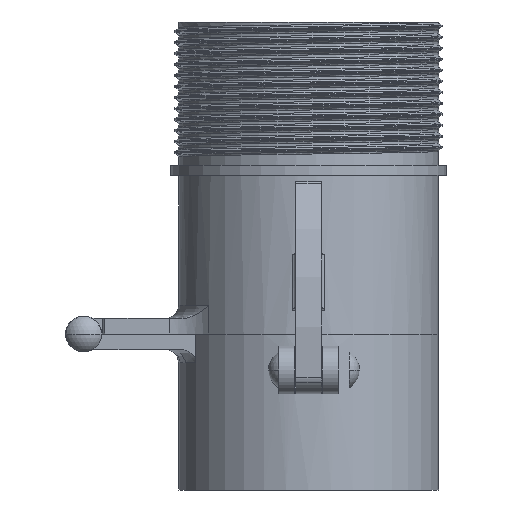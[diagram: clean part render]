
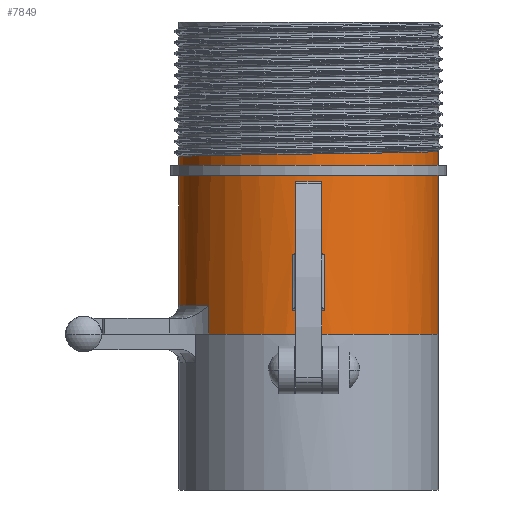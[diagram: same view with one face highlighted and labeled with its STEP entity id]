
A CAD part, front view. The second image highlights one B-rep face of the part: STEP entity #7849.
In plain terms, the highlighted cylindrical face has radius 25 mm (diameter 50 mm), a partial arc.
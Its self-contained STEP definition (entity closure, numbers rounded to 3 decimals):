
#70 = VERTEX_POINT ( 'NONE', #7656 ) ;
#128 = AXIS2_PLACEMENT_3D ( 'NONE', #10169, #10110, #808 ) ;
#216 = DIRECTION ( 'NONE',  ( 0., 0., -1. ) ) ;
#270 = VECTOR ( 'NONE', #6917, 1000. ) ;
#387 = ORIENTED_EDGE ( 'NONE', *, *, #9098, .T. ) ;
#463 = VERTEX_POINT ( 'NONE', #611 ) ;
#611 = CARTESIAN_POINT ( 'NONE',  ( 25., 0., 24.866 ) ) ;
#615 = CARTESIAN_POINT ( 'NONE',  ( 3.155, 24.8, 60. ) ) ;
#660 = CARTESIAN_POINT ( 'NONE',  ( -25., 0., 25.925 ) ) ;
#808 = DIRECTION ( 'NONE',  ( 1., 0., 0. ) ) ;
#914 = AXIS2_PLACEMENT_3D ( 'NONE', #6932, #2803, #11079 ) ;
#1077 = CARTESIAN_POINT ( 'NONE',  ( -1.052, 25., 55.2 ) ) ;
#1250 = VERTEX_POINT ( 'NONE', #7177 ) ;
#1351 = VECTOR ( 'NONE', #12702, 1000. ) ;
#1352 =( BOUNDED_CURVE ( )  B_SPLINE_CURVE ( 2, ( #7787, #8871, #9753, #7718, #11873, #11804, #12009, #10914, #11940, #2708, #4665 ),
 .UNSPECIFIED., .F., .F. ) 
 B_SPLINE_CURVE_WITH_KNOTS ( ( 3, 2, 2, 2, 2, 3 ),
 ( 0.917, 0.925, 0.933, 0.942, 0.95, 0.958 ),
 .UNSPECIFIED. ) 
 CURVE ( )  GEOMETRIC_REPRESENTATION_ITEM ( )  RATIONAL_B_SPLINE_CURVE ( ( 1., 0.951, 1., 0.951, 1., 0.951, 1., 0.951, 1., 0.951, 1. ) ) 
 REPRESENTATION_ITEM ( '' )  );
#1399 = LINE ( 'NONE', #3429, #6563 ) ;
#1484 = EDGE_CURVE ( 'NONE', #463, #9179, #1352, .T. ) ;
#1555 = ORIENTED_EDGE ( 'NONE', *, *, #2906, .T. ) ;
#1581 = AXIS2_PLACEMENT_3D ( 'NONE', #8552, #216, #8481 ) ;
#1694 = CARTESIAN_POINT ( 'NONE',  ( 25., 0., 60. ) ) ;
#1809 = CARTESIAN_POINT ( 'NONE',  ( -3.155, 24.8, 60. ) ) ;
#2316 = LINE ( 'NONE', #5419, #1351 ) ;
#2398 = EDGE_CURVE ( 'NONE', #10071, #9852, #4172, .T. ) ;
#2708 = CARTESIAN_POINT ( 'NONE',  ( -25., 8.123, 25.819 ) ) ;
#2758 = EDGE_CURVE ( 'NONE', #7986, #9852, #2316, .T. ) ;
#2774 = EDGE_LOOP ( 'NONE', ( #13361, #387, #11345, #7533, #9503, #10592 ) ) ;
#2803 = DIRECTION ( 'NONE',  ( 0., 0., 1. ) ) ;
#2821 = LINE ( 'NONE', #1809, #8161 ) ;
#2906 = EDGE_CURVE ( 'NONE', #10071, #463, #9769, .T. ) ;
#2942 = EDGE_CURVE ( 'NONE', #7810, #12073, #8809, .T. ) ;
#2956 = DIRECTION ( 'NONE',  ( 1., 0., 0. ) ) ;
#3429 = CARTESIAN_POINT ( 'NONE',  ( -25., 0., 60. ) ) ;
#3502 = VERTEX_POINT ( 'NONE', #9885 ) ;
#3525 = EDGE_CURVE ( 'NONE', #10151, #70, #2821, .T. ) ;
#3595 = CARTESIAN_POINT ( 'NONE',  ( -3.155, 24.8, 55.532 ) ) ;
#3601 = DIRECTION ( 'NONE',  ( 1., 0., 0. ) ) ;
#4172 = CIRCLE ( 'NONE', #914, 25. ) ;
#4419 = CYLINDRICAL_SURFACE ( 'NONE', #1581, 25. ) ;
#4665 = CARTESIAN_POINT ( 'NONE',  ( -25., 0., 25.925 ) ) ;
#4694 = AXIS2_PLACEMENT_3D ( 'NONE', #9701, #5558, #3601 ) ;
#4863 = ORIENTED_EDGE ( 'NONE', *, *, #11414, .T. ) ;
#4889 = CARTESIAN_POINT ( 'NONE',  ( 1.053, 25., 55.201 ) ) ;
#5208 = EDGE_CURVE ( 'NONE', #1250, #10151, #13156, .T. ) ;
#5359 = FACE_OUTER_BOUND ( 'NONE', #11483, .T. ) ;
#5419 = CARTESIAN_POINT ( 'NONE',  ( -19.15, 16.071, 60. ) ) ;
#5558 = DIRECTION ( 'NONE',  ( 0., 0., -1. ) ) ;
#5711 = CARTESIAN_POINT ( 'NONE',  ( 3.155, 24.8, 55.532 ) ) ;
#5718 = EDGE_CURVE ( 'NONE', #3502, #1250, #6012, .T. ) ;
#5934 = DIRECTION ( 'NONE',  ( 0., 0., -1. ) ) ;
#6012 = B_SPLINE_CURVE_WITH_KNOTS ( 'NONE', 3,
 ( #5711, #10060, #4889, #9857 ),
 .UNSPECIFIED., .F., .F.,
 ( 4, 4 ),
 ( 0., 0.003 ),
 .UNSPECIFIED. ) ;
#6290 = CARTESIAN_POINT ( 'NONE',  ( 0., 25., 55.016 ) ) ;
#6563 = VECTOR ( 'NONE', #6606, 1000. ) ;
#6606 = DIRECTION ( 'NONE',  ( 0., 0., -1. ) ) ;
#6714 = CARTESIAN_POINT ( 'NONE',  ( -19.15, 16.071, 54.5 ) ) ;
#6775 = CIRCLE ( 'NONE', #8509, 25. ) ;
#6779 = CARTESIAN_POINT ( 'NONE',  ( 25., 0., 60. ) ) ;
#6917 = DIRECTION ( 'NONE',  ( 0., 0., -1. ) ) ;
#6932 = CARTESIAN_POINT ( 'NONE',  ( 0., 0., 60. ) ) ;
#7004 = ORIENTED_EDGE ( 'NONE', *, *, #1484, .T. ) ;
#7143 = ORIENTED_EDGE ( 'NONE', *, *, #10432, .F. ) ;
#7177 = CARTESIAN_POINT ( 'NONE',  ( 0., 25., 55.016 ) ) ;
#7533 = ORIENTED_EDGE ( 'NONE', *, *, #11248, .T. ) ;
#7656 = CARTESIAN_POINT ( 'NONE',  ( -3.155, 24.8, 44.696 ) ) ;
#7663 = LINE ( 'NONE', #615, #10958 ) ;
#7718 = CARTESIAN_POINT ( 'NONE',  ( 15.451, 21.266, 25.184 ) ) ;
#7787 = CARTESIAN_POINT ( 'NONE',  ( 25., 0., 24.866 ) ) ;
#7810 = VERTEX_POINT ( 'NONE', #9569 ) ;
#7849 = ADVANCED_FACE ( 'NONE', ( #12567, #5359 ), #4419, .T. ) ;
#7917 = DIRECTION ( 'NONE',  ( 0., 0., -1. ) ) ;
#7986 = VERTEX_POINT ( 'NONE', #6714 ) ;
#8161 = VECTOR ( 'NONE', #5934, 1000. ) ;
#8320 = CARTESIAN_POINT ( 'NONE',  ( -25., 0., 54.5 ) ) ;
#8406 = CARTESIAN_POINT ( 'NONE',  ( -19.15, 16.071, 60. ) ) ;
#8448 = VERTEX_POINT ( 'NONE', #8320 ) ;
#8481 = DIRECTION ( 'NONE',  ( -1., 0., 0. ) ) ;
#8509 = AXIS2_PLACEMENT_3D ( 'NONE', #11175, #7917, #2956 ) ;
#8552 = CARTESIAN_POINT ( 'NONE',  ( 0., 0., 60. ) ) ;
#8758 = ORIENTED_EDGE ( 'NONE', *, *, #2758, .T. ) ;
#8809 = CIRCLE ( 'NONE', #4694, 25. ) ;
#8871 = CARTESIAN_POINT ( 'NONE',  ( 25., 8.123, 24.972 ) ) ;
#9000 = CIRCLE ( 'NONE', #128, 25. ) ;
#9098 = EDGE_CURVE ( 'NONE', #70, #7810, #6775, .T. ) ;
#9179 = VERTEX_POINT ( 'NONE', #660 ) ;
#9503 = ORIENTED_EDGE ( 'NONE', *, *, #5718, .T. ) ;
#9569 = CARTESIAN_POINT ( 'NONE',  ( 0., 25., 44.696 ) ) ;
#9701 = CARTESIAN_POINT ( 'NONE',  ( 0., 0., 44.696 ) ) ;
#9753 = CARTESIAN_POINT ( 'NONE',  ( 20.225, 14.695, 25.078 ) ) ;
#9769 = LINE ( 'NONE', #6779, #270 ) ;
#9852 = VERTEX_POINT ( 'NONE', #8406 ) ;
#9857 = CARTESIAN_POINT ( 'NONE',  ( 0., 25., 55.016 ) ) ;
#9885 = CARTESIAN_POINT ( 'NONE',  ( 3.155, 24.8, 55.532 ) ) ;
#10014 = ORIENTED_EDGE ( 'NONE', *, *, #2398, .F. ) ;
#10039 = CARTESIAN_POINT ( 'NONE',  ( 3.155, 24.8, 44.696 ) ) ;
#10060 = CARTESIAN_POINT ( 'NONE',  ( 2.105, 24.934, 55.387 ) ) ;
#10071 = VERTEX_POINT ( 'NONE', #1694 ) ;
#10110 = DIRECTION ( 'NONE',  ( 0., 0., -1. ) ) ;
#10151 = VERTEX_POINT ( 'NONE', #3595 ) ;
#10169 = CARTESIAN_POINT ( 'NONE',  ( 0., 0., 54.5 ) ) ;
#10432 = EDGE_CURVE ( 'NONE', #8448, #9179, #1399, .T. ) ;
#10592 = ORIENTED_EDGE ( 'NONE', *, *, #5208, .T. ) ;
#10789 = DIRECTION ( 'NONE',  ( 0., 0., 1. ) ) ;
#10914 = CARTESIAN_POINT ( 'NONE',  ( -15.451, 21.266, 25.607 ) ) ;
#10958 = VECTOR ( 'NONE', #10789, 1000. ) ;
#11079 = DIRECTION ( 'NONE',  ( 1., 0., 0. ) ) ;
#11175 = CARTESIAN_POINT ( 'NONE',  ( 0., 0., 44.696 ) ) ;
#11248 = EDGE_CURVE ( 'NONE', #12073, #3502, #7663, .T. ) ;
#11345 = ORIENTED_EDGE ( 'NONE', *, *, #2942, .T. ) ;
#11414 = EDGE_CURVE ( 'NONE', #8448, #7986, #9000, .T. ) ;
#11483 = EDGE_LOOP ( 'NONE', ( #10014, #1555, #7004, #7143, #4863, #8758 ) ) ;
#11531 = CARTESIAN_POINT ( 'NONE',  ( -2.105, 24.934, 55.387 ) ) ;
#11804 = CARTESIAN_POINT ( 'NONE',  ( 0., 26.287, 25.395 ) ) ;
#11873 = CARTESIAN_POINT ( 'NONE',  ( 7.725, 23.776, 25.29 ) ) ;
#11940 = CARTESIAN_POINT ( 'NONE',  ( -20.225, 14.695, 25.713 ) ) ;
#12009 = CARTESIAN_POINT ( 'NONE',  ( -7.725, 23.776, 25.501 ) ) ;
#12073 = VERTEX_POINT ( 'NONE', #10039 ) ;
#12550 = CARTESIAN_POINT ( 'NONE',  ( -3.155, 24.8, 55.532 ) ) ;
#12567 = FACE_BOUND ( 'NONE', #2774, .T. ) ;
#12702 = DIRECTION ( 'NONE',  ( 0., 0., 1. ) ) ;
#13156 = B_SPLINE_CURVE_WITH_KNOTS ( 'NONE', 3,
 ( #6290, #1077, #11531, #12550 ),
 .UNSPECIFIED., .F., .F.,
 ( 4, 4 ),
 ( 0., 0.003 ),
 .UNSPECIFIED. ) ;
#13361 = ORIENTED_EDGE ( 'NONE', *, *, #3525, .T. ) ;
